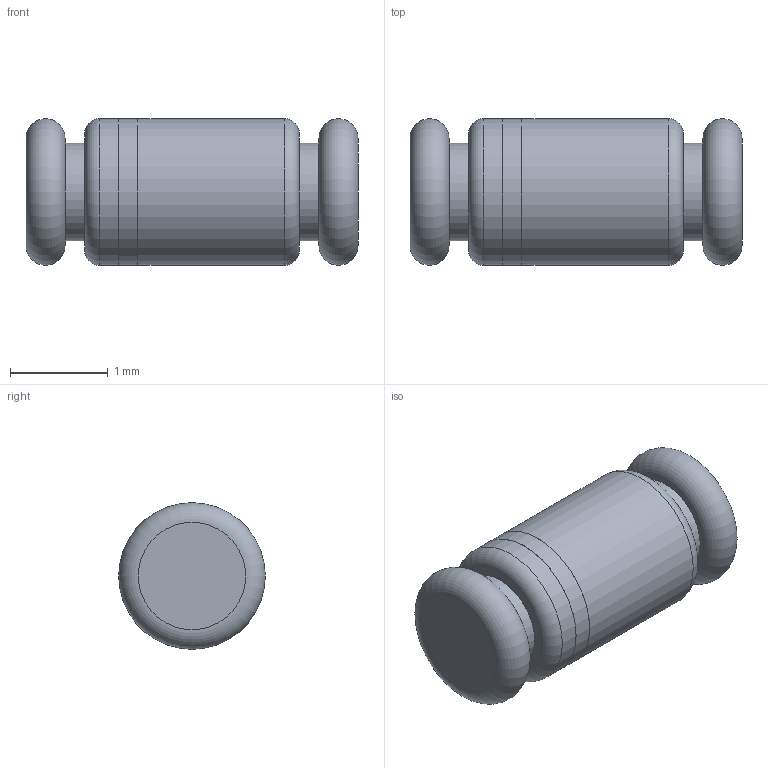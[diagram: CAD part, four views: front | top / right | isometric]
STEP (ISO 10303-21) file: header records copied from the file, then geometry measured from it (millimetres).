
FILE_DESCRIPTION(/* description */ (''),/* implementation_level */ '2;1');
FILE_NAME(/* name */ 'ON Semi - SOD-80.step',/* time_stamp */ '2019-12-01T14:58:17+00:00',/* author */ (''),/* organization */ (''),/* preprocessor_version */ 'ST-DEVELOPER v18',/* originating_system */ 'Autodesk Translation Framework v8.12.0.6',/* authorisation */ '');
FILE_SCHEMA (('AUTOMOTIVE_DESIGN { 1 0 10303 214 3 1 1 }'));
Length unit declared in the file: millimetre
Products named in the file (1): ON Semi - SOD-80
Bounding box: 3.4 x 1.5 x 1.5 mm (x, y, z)
Volume: 5.4 mm3; surface area: 20.6 mm2
Topology: 1 solids, 1 shells, 17 faces, 43 edges, 34 vertices
Faces by surface type: plane 8, cylinder 5, torus 4
Full cylindrical faces by diameter (mm): 0.996 x2, 1.5 x2, 1.502 x1
Entity records: 624 total; most frequent: DIRECTION 117, CARTESIAN_POINT 95, ORIENTED_EDGE 86, AXIS2_PLACEMENT_3D 56, EDGE_CURVE 43, CIRCLE 38, VERTEX_POINT 34, EDGE_LOOP 23
